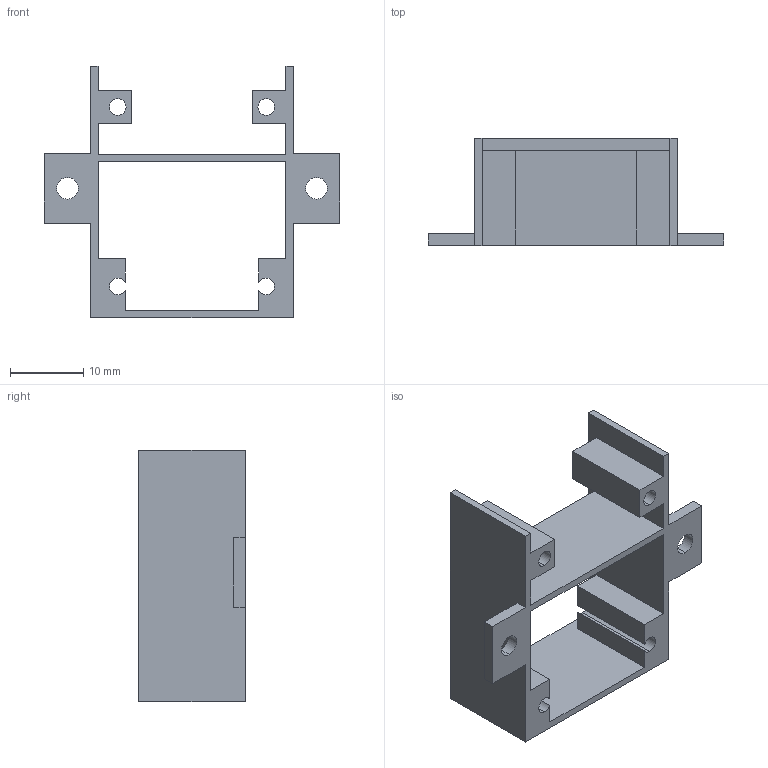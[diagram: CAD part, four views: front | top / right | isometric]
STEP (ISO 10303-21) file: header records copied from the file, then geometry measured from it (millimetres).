
FILE_DESCRIPTION (( 'STEP AP214' ), '1' );
FILE_NAME ('camCaseV07b.STEP', '2017-02-04T01:02:48', ( '' ), ( '' ), 'SwSTEP 2.0', 'SolidWorks 2016', '' );
FILE_SCHEMA (( 'AUTOMOTIVE_DESIGN' ));
Length unit declared in the file: inch
Products named in the file (1): camCaseV07b
Bounding box: 40.3 x 14.53 x 34.32 mm (x, y, z)
Volume: 2883.9 mm3; surface area: 4631.3 mm2
Topology: 1 solids, 1 shells, 51 faces, 150 edges, 100 vertices
Faces by surface type: plane 37, cylinder 14
Entity records: 1752 total; most frequent: CARTESIAN_POINT 302, ORIENTED_EDGE 300, DIRECTION 282, EDGE_CURVE 150, LINE 122, VECTOR 122, VERTEX_POINT 100, AXIS2_PLACEMENT_3D 80
